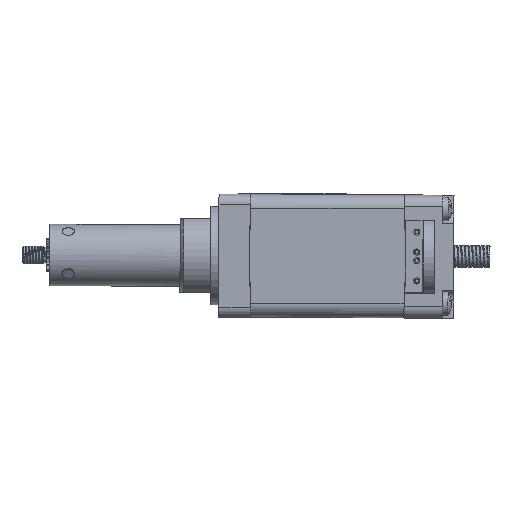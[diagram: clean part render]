
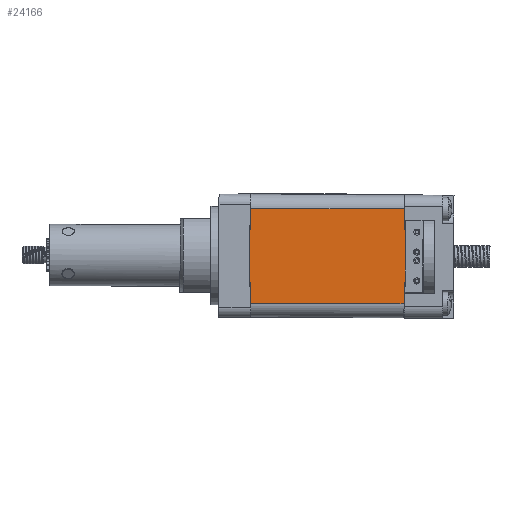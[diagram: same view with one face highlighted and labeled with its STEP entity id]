
A CAD part, front view. The second image highlights one B-rep face of the part: STEP entity #24166.
In plain terms, the highlighted face is planar.
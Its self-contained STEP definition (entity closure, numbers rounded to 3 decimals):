
#493=PLANE('',#25844);
#1306=LINE('',#37431,#3373);
#1307=LINE('',#37433,#3374);
#1308=LINE('',#37435,#3375);
#1309=LINE('',#37437,#3376);
#1310=LINE('',#37439,#3377);
#1311=LINE('',#37441,#3378);
#1312=LINE('',#37443,#3379);
#1313=LINE('',#37445,#3380);
#1314=LINE('',#37447,#3381);
#1315=LINE('',#37449,#3382);
#1316=LINE('',#37451,#3383);
#1317=LINE('',#37452,#3384);
#3373=VECTOR('',#29555,3.39);
#3374=VECTOR('',#29556,0.15);
#3375=VECTOR('',#29557,8.621);
#3376=VECTOR('',#29558,0.15);
#3377=VECTOR('',#29559,3.39);
#3378=VECTOR('',#29560,25.);
#3379=VECTOR('',#29561,3.39);
#3380=VECTOR('',#29562,0.15);
#3381=VECTOR('',#29563,8.621);
#3382=VECTOR('',#29564,0.15);
#3383=VECTOR('',#29565,3.39);
#3384=VECTOR('',#29566,25.);
#6285=FACE_OUTER_BOUND('',#7700,.T.);
#7700=EDGE_LOOP('',(#17604,#17605,#17606,#17607,#17608,#17609,#17610,#17611,
#17612,#17613,#17614,#17615));
#10958=VERTEX_POINT('',#37429);
#10959=VERTEX_POINT('',#37430);
#10960=VERTEX_POINT('',#37432);
#10961=VERTEX_POINT('',#37434);
#10962=VERTEX_POINT('',#37436);
#10963=VERTEX_POINT('',#37438);
#10964=VERTEX_POINT('',#37440);
#10965=VERTEX_POINT('',#37442);
#10966=VERTEX_POINT('',#37444);
#10967=VERTEX_POINT('',#37446);
#10968=VERTEX_POINT('',#37448);
#10969=VERTEX_POINT('',#37450);
#13564=EDGE_CURVE('',#10958,#10959,#1306,.T.);
#13565=EDGE_CURVE('',#10958,#10960,#1307,.T.);
#13566=EDGE_CURVE('',#10961,#10960,#1308,.T.);
#13567=EDGE_CURVE('',#10961,#10962,#1309,.T.);
#13568=EDGE_CURVE('',#10963,#10962,#1310,.T.);
#13569=EDGE_CURVE('',#10963,#10964,#1311,.T.);
#13570=EDGE_CURVE('',#10965,#10964,#1312,.T.);
#13571=EDGE_CURVE('',#10966,#10965,#1313,.T.);
#13572=EDGE_CURVE('',#10966,#10967,#1314,.T.);
#13573=EDGE_CURVE('',#10968,#10967,#1315,.T.);
#13574=EDGE_CURVE('',#10969,#10968,#1316,.T.);
#13575=EDGE_CURVE('',#10959,#10969,#1317,.T.);
#17604=ORIENTED_EDGE('',*,*,#13564,.F.);
#17605=ORIENTED_EDGE('',*,*,#13565,.T.);
#17606=ORIENTED_EDGE('',*,*,#13566,.F.);
#17607=ORIENTED_EDGE('',*,*,#13567,.T.);
#17608=ORIENTED_EDGE('',*,*,#13568,.F.);
#17609=ORIENTED_EDGE('',*,*,#13569,.T.);
#17610=ORIENTED_EDGE('',*,*,#13570,.F.);
#17611=ORIENTED_EDGE('',*,*,#13571,.F.);
#17612=ORIENTED_EDGE('',*,*,#13572,.T.);
#17613=ORIENTED_EDGE('',*,*,#13573,.F.);
#17614=ORIENTED_EDGE('',*,*,#13574,.F.);
#17615=ORIENTED_EDGE('',*,*,#13575,.F.);
#24166=ADVANCED_FACE('',(#6285),#493,.F.);
#25844=AXIS2_PLACEMENT_3D('',#37428,#29553,#29554);
#29553=DIRECTION('center_axis',(1.,0.,0.));
#29554=DIRECTION('ref_axis',(0.,0.,-1.));
#29555=DIRECTION('',(0.,-1.,0.));
#29556=DIRECTION('',(0.,0.,1.));
#29557=DIRECTION('',(0.,-1.,0.));
#29558=DIRECTION('',(0.,0.,-1.));
#29559=DIRECTION('',(0.,-1.,0.));
#29560=DIRECTION('',(0.,0.,-1.));
#29561=DIRECTION('',(0.,1.,0.));
#29562=DIRECTION('',(0.,0.,1.));
#29563=DIRECTION('',(0.,-1.,0.));
#29564=DIRECTION('',(0.,0.,-1.));
#29565=DIRECTION('',(0.,1.,0.));
#29566=DIRECTION('',(0.,0.,-1.));
#37428=CARTESIAN_POINT('Origin',(206.811,0.,25.3));
#37429=CARTESIAN_POINT('',(206.811,229.068,25.15));
#37430=CARTESIAN_POINT('',(206.811,225.678,25.15));
#37431=CARTESIAN_POINT('',(206.811,0.,25.15));
#37432=CARTESIAN_POINT('',(206.811,229.068,25.3));
#37433=CARTESIAN_POINT('',(206.811,229.068,25.3));
#37434=CARTESIAN_POINT('',(206.811,237.688,25.3));
#37435=CARTESIAN_POINT('',(206.811,0.,25.3));
#37436=CARTESIAN_POINT('',(206.811,237.688,25.15));
#37437=CARTESIAN_POINT('',(206.811,237.688,25.3));
#37438=CARTESIAN_POINT('',(206.811,241.078,25.15));
#37439=CARTESIAN_POINT('',(206.811,0.,25.15));
#37440=CARTESIAN_POINT('',(206.811,241.078,0.15));
#37441=CARTESIAN_POINT('',(206.811,241.078,25.3));
#37442=CARTESIAN_POINT('',(206.811,237.688,0.15));
#37443=CARTESIAN_POINT('',(206.811,0.,0.15));
#37444=CARTESIAN_POINT('',(206.811,237.688,0.));
#37445=CARTESIAN_POINT('',(206.811,237.688,0.15));
#37446=CARTESIAN_POINT('',(206.811,229.068,0.));
#37447=CARTESIAN_POINT('',(206.811,0.,0.));
#37448=CARTESIAN_POINT('',(206.811,229.068,0.15));
#37449=CARTESIAN_POINT('',(206.811,229.068,0.15));
#37450=CARTESIAN_POINT('',(206.811,225.678,0.15));
#37451=CARTESIAN_POINT('',(206.811,0.,0.15));
#37452=CARTESIAN_POINT('',(206.811,225.678,25.3));
